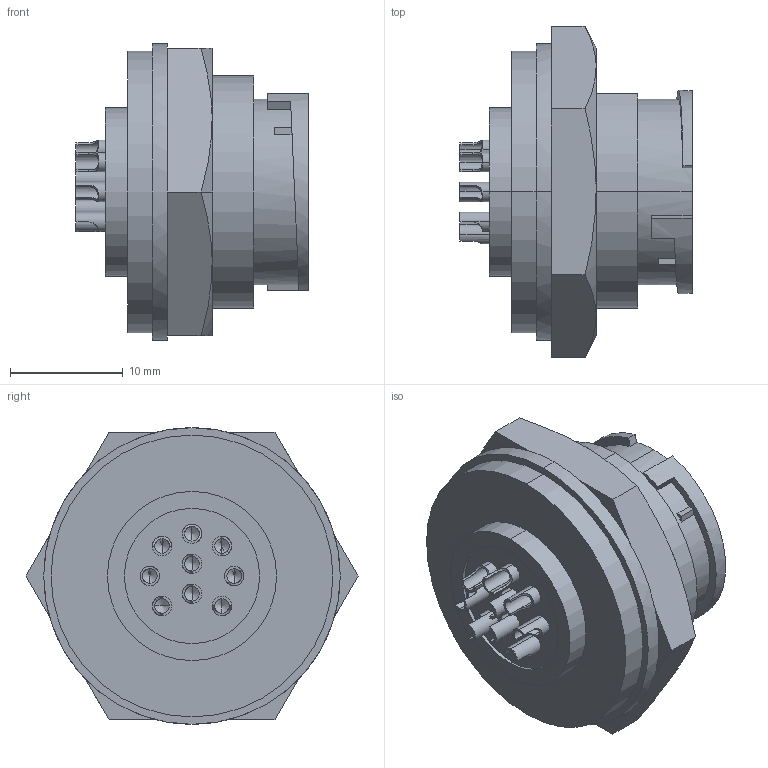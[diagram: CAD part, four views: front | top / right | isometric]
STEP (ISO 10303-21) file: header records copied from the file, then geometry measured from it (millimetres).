
FILE_DESCRIPTION (( 'STEP AP203' ), '1' );
FILE_NAME ('P310.STEP', '2020-04-01T02:56:19', ( 'edpusr' ), ( 'Microsoft' ), 'SwSTEP 2.0', 'SolidWorks 2015', '' );
FILE_SCHEMA (( 'CONFIG_CONTROL_DESIGN' ));
Length unit declared in the file: millimetre
Products named in the file (1): P310
Bounding box: 20.6 x 29.44 x 26.3 mm (x, y, z)
Volume: 5391.9 mm3; surface area: 3894.8 mm2
Topology: 1 solids, 1 shells, 212 faces, 528 edges, 327 vertices
Faces by surface type: plane 96, cylinder 87, cone 20, bspline 9
Entity records: 7152 total; most frequent: CARTESIAN_POINT 2124, DIRECTION 1031, ORIENTED_EDGE 1020, EDGE_CURVE 510, AXIS2_PLACEMENT_3D 376, VERTEX_POINT 327, LINE 279, VECTOR 279
